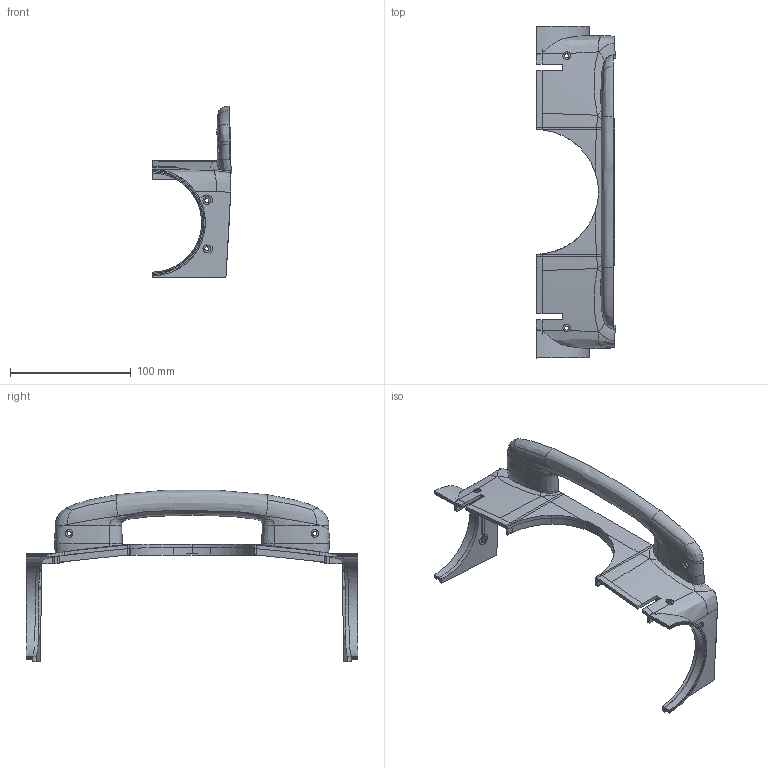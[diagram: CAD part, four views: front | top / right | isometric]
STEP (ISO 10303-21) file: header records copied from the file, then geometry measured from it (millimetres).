
FILE_DESCRIPTION(/* description */ (''),/* implementation_level */ '2;1');
FILE_NAME(/* name */ 'Chest_Shoulder.stp',/* time_stamp */ '2025-05-18T13:55:51+08:00',/* author */ (''),/* organization */ (''),/* preprocessor_version */ 'ST-DEVELOPER v19.2',/* originating_system */ 'Rhino 8.17',/* authorisation */ '');
FILE_SCHEMA (('CONFIG_CONTROL_DESIGN'));
Length unit declared in the file: centimetre
Products named in the file (1): Document
Bounding box: 66.18 x 275.06 x 142.45 mm (x, y, z)
Volume: 86347.4 mm3; surface area: 88976.2 mm2
Topology: 38 solids, 38 shells, 428 faces, 980 edges, 608 vertices
Faces by surface type: bspline 184, plane 146, cylinder 98
Entity records: 40344 total; most frequent: CARTESIAN_POINT 33145, ORIENTED_EDGE 1960, EDGE_CURVE 980, B_SPLINE_CURVE_WITH_KNOTS 742, VERTEX_POINT 608, DIRECTION 457, EDGE_LOOP 448, ADVANCED_FACE 428
